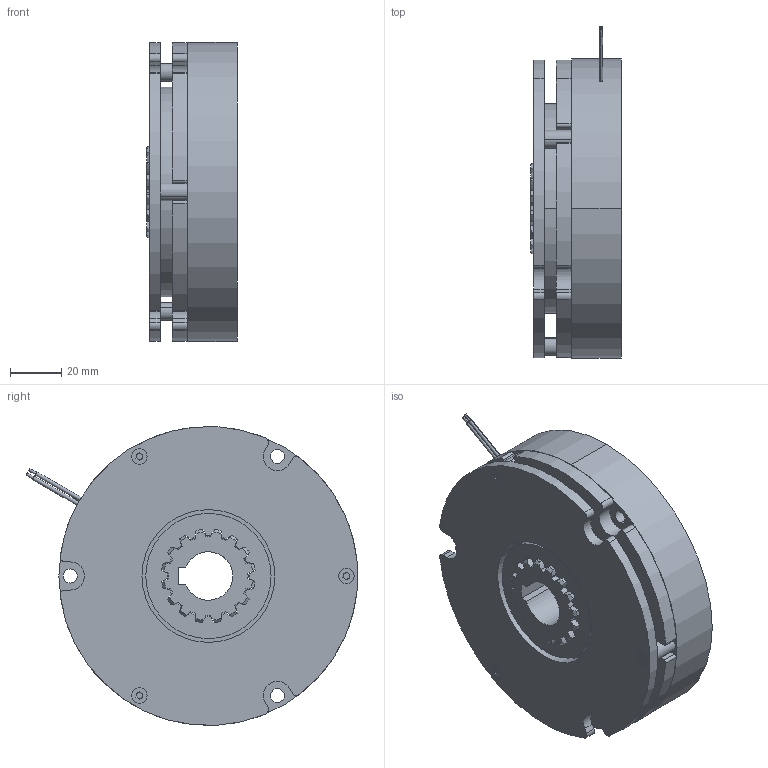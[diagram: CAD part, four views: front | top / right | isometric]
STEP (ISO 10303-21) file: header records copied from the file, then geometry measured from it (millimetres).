
FILE_DESCRIPTION (( 'STEP AP203' ), '1' );
FILE_NAME ('460_TSEB_WebAssy.STEP', '2020-07-15T14:52:01', ( '' ), ( '' ), 'SwSTEP 2.0', 'SolidWorks 2020', '' );
FILE_SCHEMA (( 'CONFIG_CONTROL_DESIGN' ));
Length unit declared in the file: inch
Products named in the file (1): 460_TSEB_WebAssy
Bounding box: 35.5 x 129.83 x 117 mm (x, y, z)
Volume: 304494.3 mm3; surface area: 89552.9 mm2
Topology: 15 solids, 15 shells, 470 faces, 1240 edges, 803 vertices
Faces by surface type: cylinder 251, cone 112, plane 101, bspline 6
Entity records: 16366 total; most frequent: CARTESIAN_POINT 4526, DIRECTION 2563, ORIENTED_EDGE 2464, EDGE_CURVE 1232, AXIS2_PLACEMENT_3D 1062, VERTEX_POINT 803, CIRCLE 597, EDGE_LOOP 513
